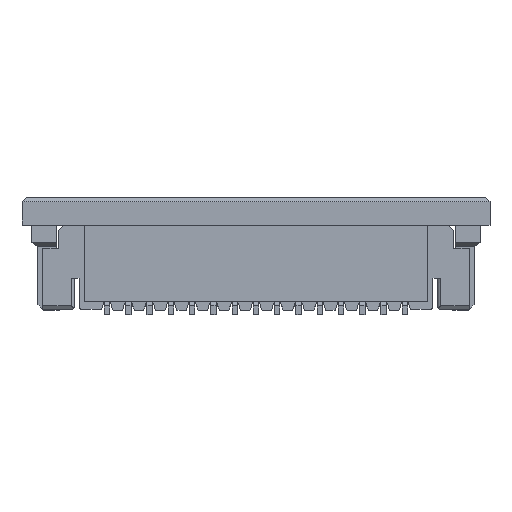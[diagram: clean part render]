
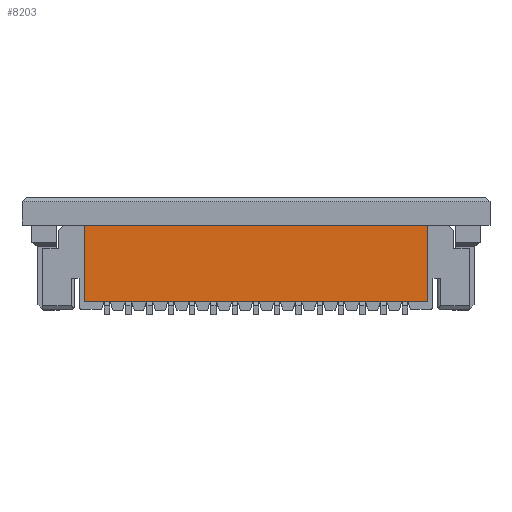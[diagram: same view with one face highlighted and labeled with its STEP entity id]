
A CAD part, top view. The second image highlights one B-rep face of the part: STEP entity #8203.
In plain terms, the highlighted face is planar.
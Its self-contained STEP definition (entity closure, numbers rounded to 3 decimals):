
#1245=ORIENTED_EDGE('',*,*,#2815,.F.);
#1246=ORIENTED_EDGE('',*,*,#3101,.F.);
#1247=ORIENTED_EDGE('',*,*,#2961,.F.);
#1248=ORIENTED_EDGE('',*,*,#3042,.F.);
#2815=EDGE_CURVE('',#3963,#3964,#4735,.T.);
#2961=EDGE_CURVE('',#4088,#4089,#4870,.T.);
#3042=EDGE_CURVE('',#3964,#4088,#4951,.T.);
#3101=EDGE_CURVE('',#4089,#3963,#5009,.T.);
#3963=VERTEX_POINT('',#11579);
#3964=VERTEX_POINT('',#11581);
#4088=VERTEX_POINT('',#11874);
#4089=VERTEX_POINT('',#11876);
#4735=LINE('',#11580,#5871);
#4870=LINE('',#11875,#6006);
#4951=LINE('',#12036,#6087);
#5009=LINE('',#12150,#6145);
#5871=VECTOR('',#9397,1000.);
#6006=VECTOR('',#9586,1000.);
#6087=VECTOR('',#9679,1000.);
#6145=VECTOR('',#9765,1000.);
#6987=EDGE_LOOP('',(#1245,#1246,#1247,#1248));
#7403=FACE_BOUND('',#6987,.T.);
#7794=PLANE('',#8725);
#8203=ADVANCED_FACE('',(#7403),#7794,.F.);
#8725=AXIS2_PLACEMENT_3D('',#12596,#10142,#10143);
#9397=DIRECTION('',(-1.,0.,0.));
#9586=DIRECTION('',(1.,0.,0.));
#9679=DIRECTION('',(0.,-1.,0.));
#9765=DIRECTION('',(0.,1.,0.));
#10142=DIRECTION('',(0.,0.,1.));
#10143=DIRECTION('',(1.,0.,0.));
#11579=CARTESIAN_POINT('',(8.05,3.6,-1.225));
#11580=CARTESIAN_POINT('',(0.,3.6,-1.225));
#11581=CARTESIAN_POINT('',(-8.05,3.6,-1.225));
#11874=CARTESIAN_POINT('',(-8.05,0.,-1.225));
#11875=CARTESIAN_POINT('',(-8.05,0.,-1.225));
#11876=CARTESIAN_POINT('',(8.05,0.,-1.225));
#12036=CARTESIAN_POINT('',(-8.05,4.9,-1.225));
#12150=CARTESIAN_POINT('',(8.05,0.,-1.225));
#12596=CARTESIAN_POINT('',(0.,0.,-1.225));
